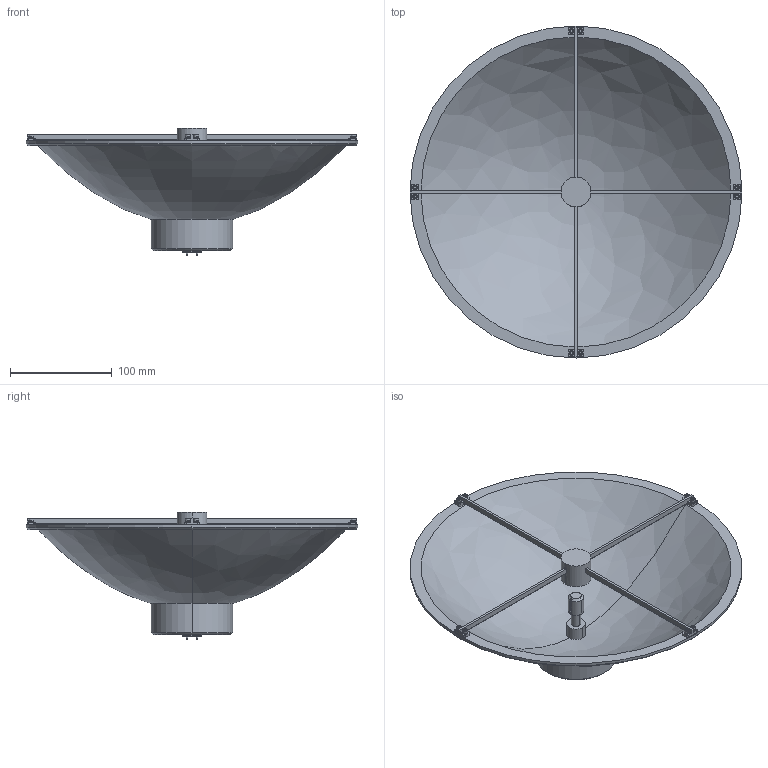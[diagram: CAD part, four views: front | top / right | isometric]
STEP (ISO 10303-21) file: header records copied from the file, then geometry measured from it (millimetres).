
FILE_DESCRIPTION (( 'STEP AP203' ), '1' );
FILE_NAME ('AY-CW45-12-A.STEP', '2022-08-29T17:27:57', ( '' ), ( '' ), 'SwSTEP 2.0', 'SolidWorks 2021', '' );
FILE_SCHEMA (( 'CONFIG_CONTROL_DESIGN' ));
Length unit declared in the file: inch
Products named in the file (1): AY-CW45-12-A
Bounding box: 326.32 x 326.32 x 125.04 mm (x, y, z)
Volume: 449723 mm3; surface area: 233551.8 mm2
Topology: 17 solids, 17 shells, 962 faces, 2376 edges, 1482 vertices
Faces by surface type: cylinder 501, plane 245, cone 196, bspline 20
Entity records: 36779 total; most frequent: CARTESIAN_POINT 15969, ORIENTED_EDGE 4688, DIRECTION 4024, EDGE_CURVE 2344, AXIS2_PLACEMENT_3D 1527, VERTEX_POINT 1482, EDGE_LOOP 1034, VECTOR 970
